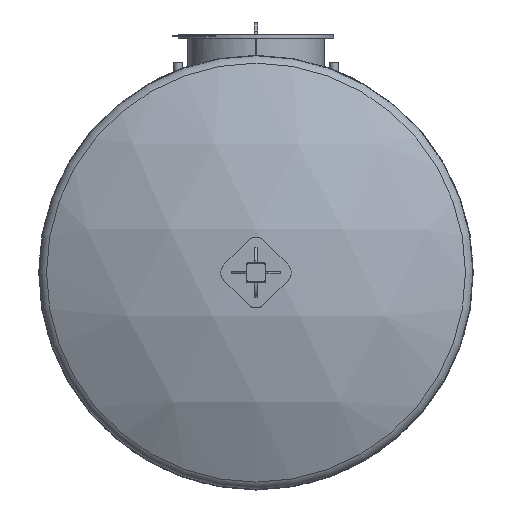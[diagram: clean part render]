
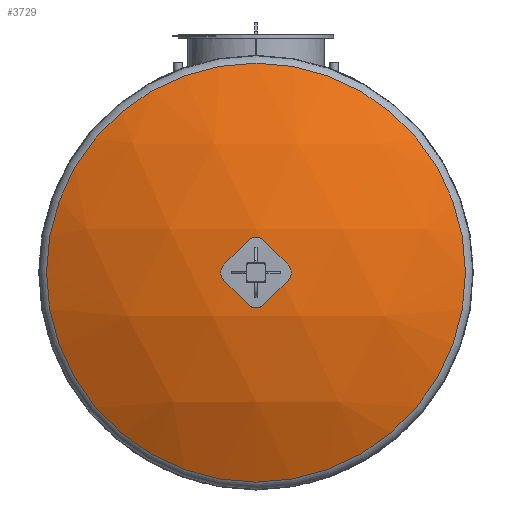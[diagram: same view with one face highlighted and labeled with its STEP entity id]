
A CAD part, left-side view. The second image highlights one B-rep face of the part: STEP entity #3729.
In plain terms, the highlighted spherical face has radius 2011 mm.
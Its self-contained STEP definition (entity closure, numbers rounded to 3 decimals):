
#27=SPHERICAL_SURFACE('',#4138,2011.);
#1024=FACE_OUTER_BOUND('',#1233,.T.);
#1233=EDGE_LOOP('',(#2953));
#1397=CIRCLE('',#4136,967.72);
#1697=VERTEX_POINT('',#6789);
#2192=EDGE_CURVE('',#1697,#1697,#1397,.T.);
#2953=ORIENTED_EDGE('',*,*,#2192,.T.);
#3729=ADVANCED_FACE('',(#1024),#27,.T.);
#4136=AXIS2_PLACEMENT_3D('',#6790,#4969,#4970);
#4138=AXIS2_PLACEMENT_3D('',#6792,#4973,#4974);
#4969=DIRECTION('center_axis',(-1.,0.,0.));
#4970=DIRECTION('ref_axis',(0.,-1.,0.));
#4973=DIRECTION('center_axis',(0.,0.,1.));
#4974=DIRECTION('ref_axis',(0.,-1.,0.));
#6789=CARTESIAN_POINT('',(-86.804,0.,967.72));
#6790=CARTESIAN_POINT('Origin',(-86.804,0.,
0.));
#6792=CARTESIAN_POINT('Origin',(1676.046,0.,
0.));
